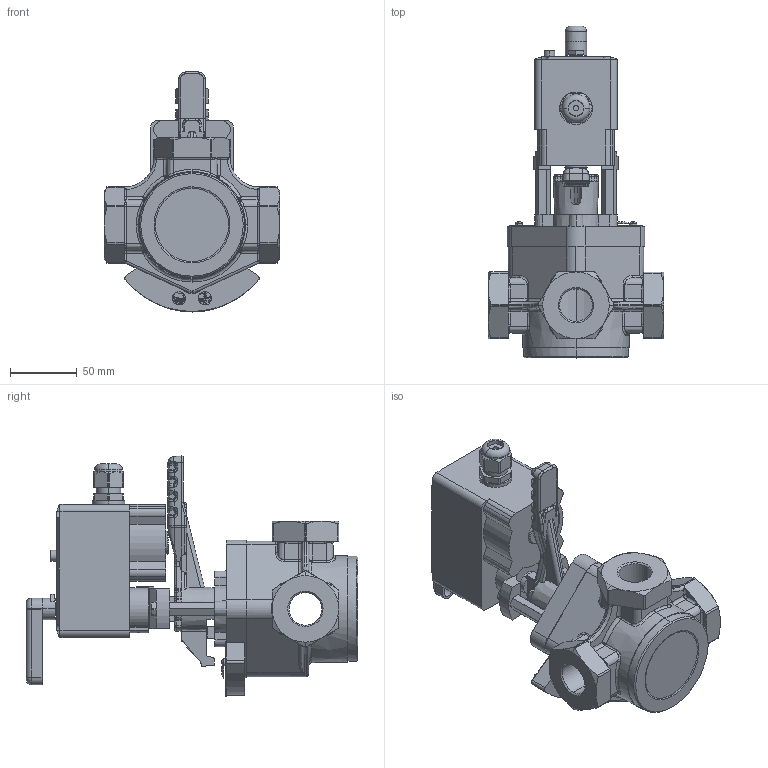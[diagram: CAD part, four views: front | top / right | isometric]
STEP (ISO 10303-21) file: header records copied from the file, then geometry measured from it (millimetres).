
FILE_DESCRIPTION(('CATIA V5 STEP Exchange'),'2;1');
FILE_NAME('STEP_612015_-_TST.stp','2019-02-21T10:23:46+00:00',('none'),('none'),'CATIA Version 5-6 Release 2016 SP4','CATIA V5 STEP AP203','none');
FILE_SCHEMA(('CONFIG_CONTROL_DESIGN'));
Products named in the file (1): 612015 - TST
Bounding box: 132 x 249.5 x 180.5 mm (x, y, z)
Volume: 845643.7 mm3; surface area: 187347 mm2
Topology: 4 solids, 22 shells, 2644 faces, 7081 edges, 4541 vertices
Faces by surface type: plane 1154, cylinder 655, bspline 535, cone 171, torus 104, sphere 24, revolution 1
Entity records: 107145 total; most frequent: CARTESIAN_POINT 48851, ORIENTED_EDGE 14038, DIRECTION 8609, EDGE_CURVE 7019, VERTEX_POINT 4541, VECTOR 3403, LINE 3403, AXIS2_PLACEMENT_3D 3235
